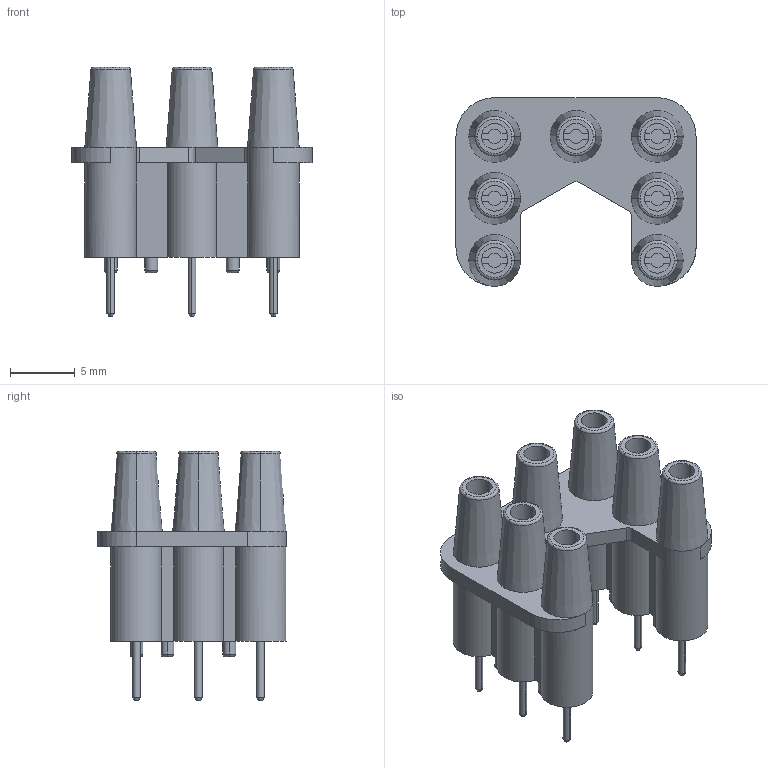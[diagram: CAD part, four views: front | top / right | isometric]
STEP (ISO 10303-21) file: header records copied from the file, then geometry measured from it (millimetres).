
FILE_DESCRIPTION(('Creo Elements/Direct Modeling STEP Export'),'2;1');
FILE_NAME('0lndrr054u6ka783644','2020-09-28T13:17:17',(''),(''),'Creo Elements/Direct Modeling STEP processor for AP214 (Solid Model)','Creo Elements/Direct Modeling 20.1B 02-Apr-2019 (C) Parametric Technology GmbH','');
FILE_SCHEMA(('AUTOMOTIVE_DESIGN { 1 0 10303 214 1 1 1 1 }'));
Length unit declared in the file: millimetre
Products named in the file (2): CIF_Q07_2.4
Assembly tree (1 placements, depth 2):
  CIF_Q07_2.4
    CIF_Q07_2.4
Bounding box: 18.6 x 14.6 x 19.3 mm (x, y, z)
Volume: 1310.5 mm3; surface area: 1935.6 mm2
Topology: 1 solids, 1 shells, 219 faces, 536 edges, 344 vertices
Faces by surface type: plane 92, cylinder 73, cone 28, torus 26
Entity records: 6603 total; most frequent: ORIENTED_EDGE 1072, DIRECTION 958, CARTESIAN_POINT 949, EDGE_CURVE 536, AXIS2_PLACEMENT_3D 353, VERTEX_POINT 344, VECTOR 252, LINE 252
